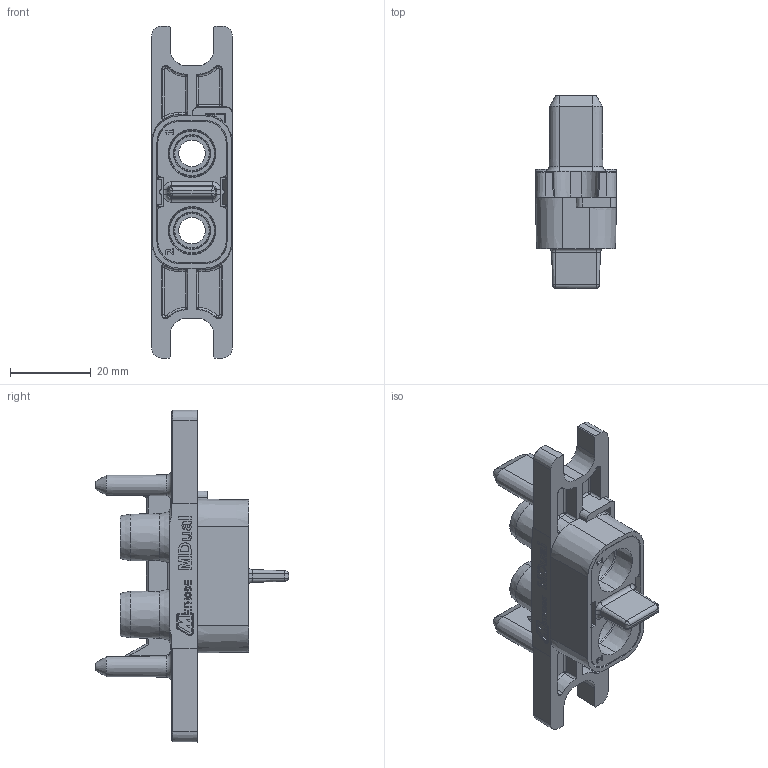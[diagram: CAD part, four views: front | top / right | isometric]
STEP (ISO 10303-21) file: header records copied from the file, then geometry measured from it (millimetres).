
FILE_DESCRIPTION (( 'STEP AP203' ), '1' );
FILE_NAME ('6315-07657-01100-RM_COPY.STEP', '2019-07-25T16:26:11', ( '' ), ( '' ), 'SwSTEP 2.0', 'SolidWorks 2018', '' );
FILE_SCHEMA (( 'CONFIG_CONTROL_DESIGN' ));
Length unit declared in the file: millimetre
Products named in the file (3): 6211-07658-02500-RM_COPY_Insulator; 6315-07657-01100-RM_COPY; 6211-07659-02500-RM_COPY_Insulator Insert
Assembly tree (2 placements, depth 2):
  6315-07657-01100-RM_COPY
    6211-07658-02500-RM_COPY_Insulator
    6211-07659-02500-RM_COPY_Insulator Insert
Bounding box: 20 x 47.72 x 82 mm (x, y, z)
Volume: 15292.9 mm3; surface area: 15289.8 mm2
Topology: 2 solids, 2 shells, 1032 faces, 2730 edges, 1740 vertices
Faces by surface type: plane 538, bspline 233, cone 113, cylinder 95, torus 33, sphere 20
Entity records: 42911 total; most frequent: CARTESIAN_POINT 18831, ORIENTED_EDGE 5408, DIRECTION 4117, EDGE_CURVE 2704, VERTEX_POINT 1740, VECTOR 1737, LINE 1737, AXIS2_PLACEMENT_3D 1190
